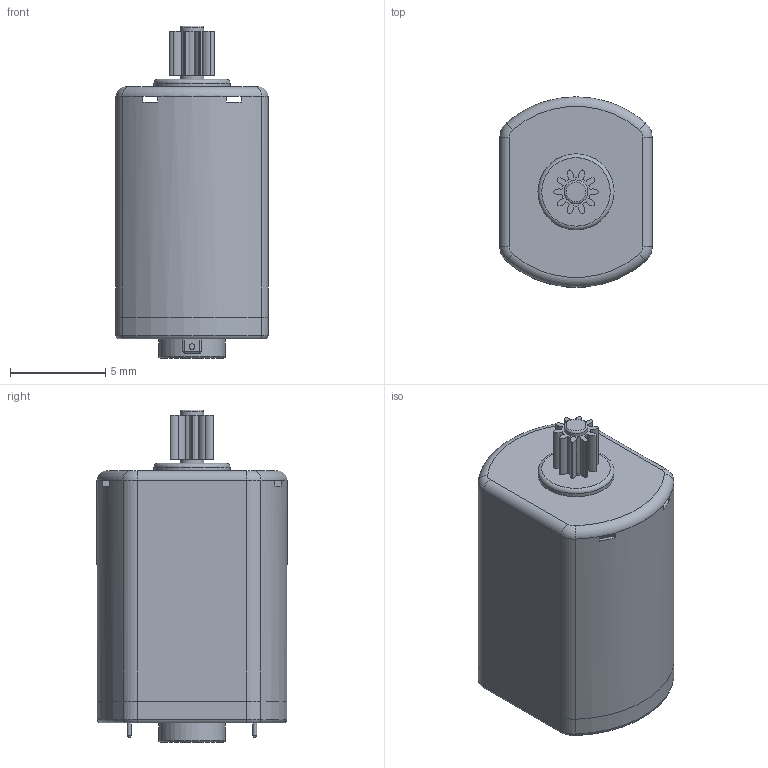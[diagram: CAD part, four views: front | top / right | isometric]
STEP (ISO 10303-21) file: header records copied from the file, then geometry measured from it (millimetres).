
FILE_DESCRIPTION(/* description */ ('STEP AP242','CAx-IF Rec.Pracs.---Representation and Presentation of Product Manufacturing Information (PMI)---4.0---2014-10-13','CAx-IF Rec.Pracs.---3D Tessellated Geometry---0.4---2014-09-14','2;1'),/* implementation_level */ '2;1');
FILE_NAME(/* name */ '65780c2fa88e150666938119',/* time_stamp */ '2023-12-12T07:30:55Z',/* author */ (''),/* organization */ (''),/* preprocessor_version */ 'ST-DEVELOPER v19.4',/* originating_system */ ' ',/* authorisation */ ' ');
FILE_SCHEMA (('AP242_MANAGED_MODEL_BASED_3D_ENGINEERING_MIM_LF { 1 0 10303 442 1 1 4 }'));
Length unit declared in the file: metre
Products named in the file (6): sg90_motor; microBrushedMotor; Gear5
Assembly tree (5 placements, depth 2):
  sg90_motor
    microBrushedMotor
    microBrushedMotor
    microBrushedMotor
    Gear5
    microBrushedMotor
Bounding box: 8 x 10 x 17.45 mm (x, y, z)
Volume: 223.5 mm3; surface area: 1129.9 mm2
Topology: 5 solids, 5 shells, 127 faces, 331 edges, 206 vertices
Faces by surface type: cylinder 74, plane 34, torus 15, sphere 4
Full cylindrical faces by diameter (mm): 0.3 x2, 1.25 x2, 3.5 x1, 4 x1
Entity records: 3993 total; most frequent: DIRECTION 768, CARTESIAN_POINT 643, ORIENTED_EDGE 622, AXIS2_PLACEMENT_3D 324, EDGE_CURVE 311, VERTEX_POINT 199, CIRCLE 191, EDGE_LOOP 146
